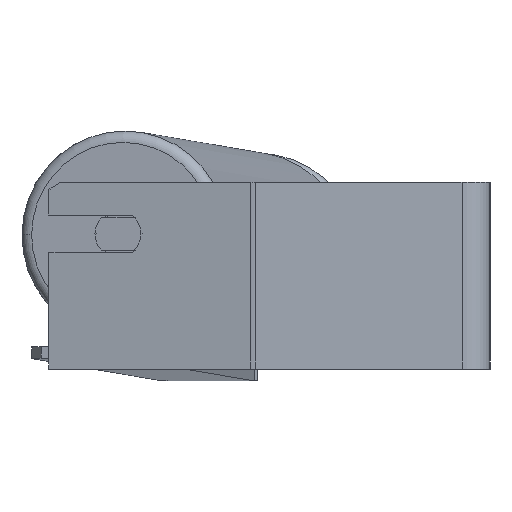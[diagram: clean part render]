
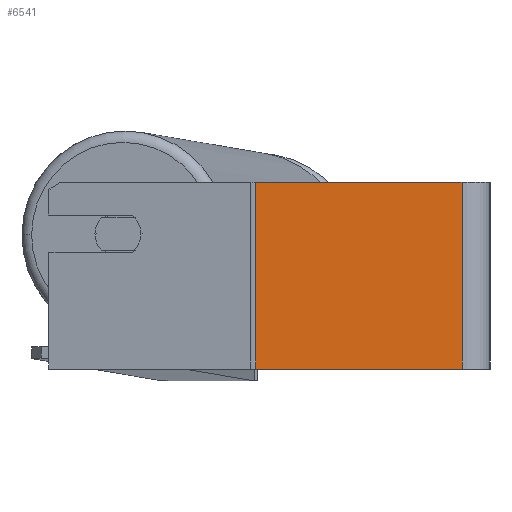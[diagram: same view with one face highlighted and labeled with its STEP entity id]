
A CAD part, left-side view. The second image highlights one B-rep face of the part: STEP entity #6541.
In plain terms, the highlighted planar face has unit normal (-1, 0, 0).
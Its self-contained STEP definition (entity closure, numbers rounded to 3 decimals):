
#65 = DIRECTION ( 'NONE',  ( 1., 0., 0. ) ) ;
#250 = VERTEX_POINT ( 'NONE', #7980 ) ;
#266 = AXIS2_PLACEMENT_3D ( 'NONE', #6519, #65, #2861 ) ;
#343 = LINE ( 'NONE', #7347, #2141 ) ;
#1836 = EDGE_CURVE ( 'NONE', #3808, #8350, #7193, .T. ) ;
#1853 = CARTESIAN_POINT ( 'NONE',  ( -525., 12., 40. ) ) ;
#2037 = LINE ( 'NONE', #2680, #6783 ) ;
#2141 = VECTOR ( 'NONE', #5844, 1000. ) ;
#2320 = FACE_OUTER_BOUND ( 'NONE', #8100, .T. ) ;
#2333 = CARTESIAN_POINT ( 'NONE',  ( -525., 12., 40. ) ) ;
#2358 = EDGE_CURVE ( 'NONE', #3808, #6105, #2037, .T. ) ;
#2470 = CARTESIAN_POINT ( 'NONE',  ( -525., 100.424, 40. ) ) ;
#2680 = CARTESIAN_POINT ( 'NONE',  ( -525., 101.474, 40. ) ) ;
#2730 = EDGE_CURVE ( 'NONE', #6105, #250, #7444, .T. ) ;
#2769 = ORIENTED_EDGE ( 'NONE', *, *, #2730, .F. ) ;
#2861 = DIRECTION ( 'NONE',  ( 0., 0., -1. ) ) ;
#2984 = VECTOR ( 'NONE', #3960, 1000. ) ;
#3808 = VERTEX_POINT ( 'NONE', #4678 ) ;
#3960 = DIRECTION ( 'NONE',  ( 0., 0., -1. ) ) ;
#4599 = VECTOR ( 'NONE', #7926, 1000. ) ;
#4678 = CARTESIAN_POINT ( 'NONE',  ( -525., 100.424, 40. ) ) ;
#5101 = PLANE ( 'NONE',  #266 ) ;
#5461 = EDGE_CURVE ( 'NONE', #8350, #250, #343, .T. ) ;
#5844 = DIRECTION ( 'NONE',  ( 0., -1., 0. ) ) ;
#5883 = ORIENTED_EDGE ( 'NONE', *, *, #2358, .F. ) ;
#6105 = VERTEX_POINT ( 'NONE', #2333 ) ;
#6133 = CARTESIAN_POINT ( 'NONE',  ( -525., 100.424, -40. ) ) ;
#6519 = CARTESIAN_POINT ( 'NONE',  ( -525., 101.474, 40. ) ) ;
#6541 = ADVANCED_FACE ( 'NONE', ( #2320 ), #5101, .F. ) ;
#6783 = VECTOR ( 'NONE', #7630, 1000. ) ;
#7193 = LINE ( 'NONE', #2470, #4599 ) ;
#7280 = ORIENTED_EDGE ( 'NONE', *, *, #5461, .T. ) ;
#7347 = CARTESIAN_POINT ( 'NONE',  ( -525., 101.474, -40. ) ) ;
#7444 = LINE ( 'NONE', #1853, #2984 ) ;
#7630 = DIRECTION ( 'NONE',  ( 0., -1., 0. ) ) ;
#7926 = DIRECTION ( 'NONE',  ( 0., 0., -1. ) ) ;
#7980 = CARTESIAN_POINT ( 'NONE',  ( -525., 12., -40. ) ) ;
#8100 = EDGE_LOOP ( 'NONE', ( #7280, #2769, #5883, #8316 ) ) ;
#8316 = ORIENTED_EDGE ( 'NONE', *, *, #1836, .T. ) ;
#8350 = VERTEX_POINT ( 'NONE', #6133 ) ;
